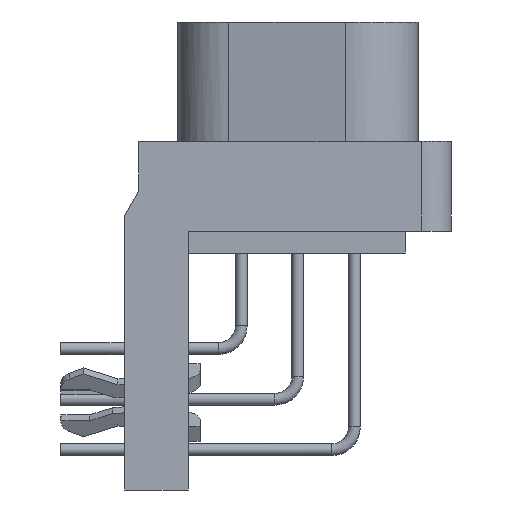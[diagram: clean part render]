
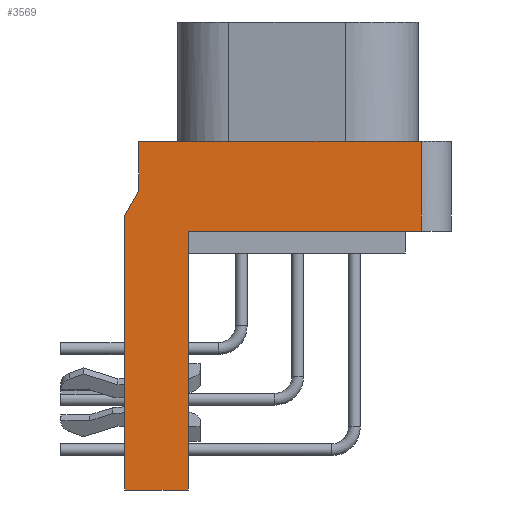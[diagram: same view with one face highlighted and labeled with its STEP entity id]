
A CAD part, left-side view. The second image highlights one B-rep face of the part: STEP entity #3569.
In plain terms, the highlighted free-form (B-spline) face has degree [1, 1] with [2, 2] control points.
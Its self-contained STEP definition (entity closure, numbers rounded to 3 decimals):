
#3381=CARTESIAN_POINT('V23',(-33.5,2.465,
   0.5));
#3382=VERTEX_POINT('V23',#3381);
#3388=CARTESIAN_POINT('V24',(-33.5,-11.735,
   0.5));
#3389=VERTEX_POINT('V24',#3388);
#3390=CARTESIAN_POINT('E29',(-33.5,-11.735,
   0.5));
#3391=CARTESIAN_POINT('E29',(-33.5,2.465,
   0.5));
#3392=B_SPLINE_CURVE_WITH_KNOTS('E29',1,(#3390,#3391),
   .POLYLINE_FORM.,.F.,.U.,(2,2),(0.0,28.4),
   .UNSPECIFIED.);
#3393=EDGE_CURVE('E29',#3389,#3382,#3392,.T.);
#3495=CARTESIAN_POINT('V86',(-33.5,-11.735,
   -4.0));
#3496=VERTEX_POINT('V86',#3495);
#3497=CARTESIAN_POINT('E131',(-33.5,
   -11.735,0.5));
#3498=CARTESIAN_POINT('E131',(-33.5,
   -11.735,-4.0));
#3499=QUASI_UNIFORM_CURVE('E131',1,(#3497,#3498),.POLYLINE_FORM.,.F.,
   .U.);
#3500=EDGE_CURVE('E131',#3389,#3496,#3499,.T.);
#3520=CARTESIAN_POINT('F50',(-33.5,4.085,
   -17.95));
#3521=CARTESIAN_POINT('F50',(-33.5,-14.155,
   -17.95));
#3522=CARTESIAN_POINT('F50',(-33.5,4.085,
   0.95));
#3523=CARTESIAN_POINT('F50',(-33.5,-14.155,
   0.95));
#3524=QUASI_UNIFORM_SURFACE('F50',1,1,((#3520,#3522),(#3521,#3523))
,.PLANE_SURF.,.F.,.F.,.U.);
#3525=ORIENTED_EDGE('E131',*,*,#3500,.F.);
#3526=ORIENTED_EDGE('E29',*,*,#3393,.T.);
#3527=CARTESIAN_POINT('V64',(-33.5,2.465,
   -2.0));
#3528=VERTEX_POINT('V64',#3527);
#3529=CARTESIAN_POINT('E132',(-33.5,2.465,
   -2.0));
#3530=CARTESIAN_POINT('E132',(-33.5,2.465,
   0.5));
#3531=QUASI_UNIFORM_CURVE('E132',1,(#3529,#3530),.POLYLINE_FORM.,.F.,
   .U.);
#3532=EDGE_CURVE('E132',#3528,#3382,#3531,.T.);
#3533=ORIENTED_EDGE('E132',*,*,#3532,.F.);
#3534=CARTESIAN_POINT('V63',(-33.5,3.165,
   -3.212));
#3535=VERTEX_POINT('V63',#3534);
#3536=CARTESIAN_POINT('E77',(-33.5,2.465,
   -2.0));
#3537=CARTESIAN_POINT('E77',(-33.5,3.165,
   -3.212));
#3538=QUASI_UNIFORM_CURVE('E77',1,(#3536,#3537),.POLYLINE_FORM.,.F.,
   .U.);
#3539=EDGE_CURVE('E77',#3528,#3535,#3538,.T.);
#3540=ORIENTED_EDGE('E77',*,*,#3539,.T.);
#3541=CARTESIAN_POINT('V60',(-33.5,3.165,
   -17.0));
#3542=VERTEX_POINT('V60',#3541);
#3543=CARTESIAN_POINT('E133',(-33.5,3.165,
   -3.212));
#3544=CARTESIAN_POINT('E133',(-33.5,3.165,
   -17.0));
#3545=QUASI_UNIFORM_CURVE('E133',1,(#3543,#3544),.POLYLINE_FORM.,.F.,
   .U.);
#3546=EDGE_CURVE('E133',#3535,#3542,#3545,.T.);
#3547=ORIENTED_EDGE('E133',*,*,#3546,.T.);
#3548=CARTESIAN_POINT('V59',(-33.5,-0.035,
   -17.0));
#3549=VERTEX_POINT('V59',#3548);
#3550=CARTESIAN_POINT('E73',(-33.5,3.165,
   -17.0));
#3551=CARTESIAN_POINT('E73',(-33.5,-0.035,
   -17.0));
#3552=QUASI_UNIFORM_CURVE('E73',1,(#3550,#3551),.POLYLINE_FORM.,.F.,
   .U.);
#3553=EDGE_CURVE('E73',#3542,#3549,#3552,.T.);
#3554=ORIENTED_EDGE('E73',*,*,#3553,.T.);
#3555=CARTESIAN_POINT('V87',(-33.5,-0.035,
   -4.0));
#3556=VERTEX_POINT('V87',#3555);
#3557=CARTESIAN_POINT('E134',(-33.5,-0.035,
   -17.0));
#3558=CARTESIAN_POINT('E134',(-33.5,-0.035,
   -4.0));
#3559=QUASI_UNIFORM_CURVE('E134',1,(#3557,#3558),.POLYLINE_FORM.,.F.,
   .U.);
#3560=EDGE_CURVE('E134',#3549,#3556,#3559,.T.);
#3561=ORIENTED_EDGE('E134',*,*,#3560,.T.);
#3562=CARTESIAN_POINT('E117',(-33.5,-0.035,
   -4.0));
#3563=CARTESIAN_POINT('E117',(-33.5,
   -11.735,-4.0));
#3564=B_SPLINE_CURVE_WITH_KNOTS('E117',1,(#3562,#3563),
   .POLYLINE_FORM.,.F.,.U.,(2,2),(0.114,1.0),
   .UNSPECIFIED.);
#3565=EDGE_CURVE('E117',#3556,#3496,#3564,.T.);
#3566=ORIENTED_EDGE('E117',*,*,#3565,.T.);
#3567=EDGE_LOOP('F50',(#3525,#3526,#3533,#3540,#3547,#3554,#3561,
   #3566));
#3568=FACE_OUTER_BOUND('F50',#3567,.T.);
#3569=ADVANCED_FACE('F50',(#3568),#3524,.T.);
